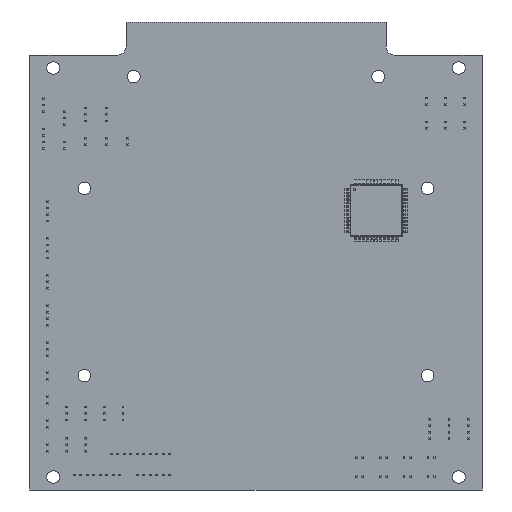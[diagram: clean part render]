
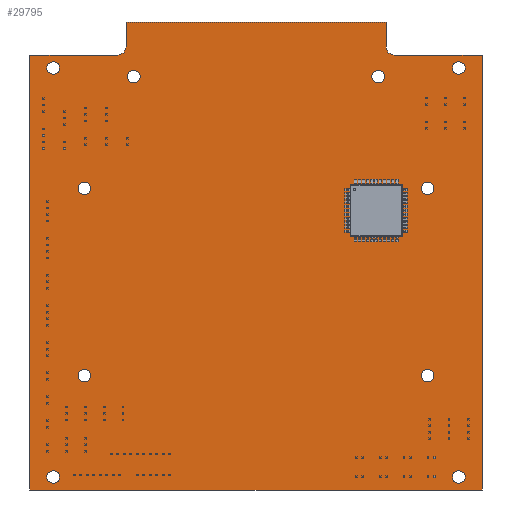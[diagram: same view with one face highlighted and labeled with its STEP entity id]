
A CAD part, front view. The second image highlights one B-rep face of the part: STEP entity #29795.
In plain terms, the highlighted planar face has unit normal (0, -1, 0).
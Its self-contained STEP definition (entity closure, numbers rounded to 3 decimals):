
#91=CIRCLE('',#31735,1.219);
#93=CIRCLE('',#31738,1.219);
#94=CIRCLE('',#31740,1.219);
#96=CIRCLE('',#31743,1.219);
#98=CIRCLE('',#31746,1.219);
#100=CIRCLE('',#31749,1.219);
#102=CIRCLE('',#31752,1.219);
#104=CIRCLE('',#31755,1.219);
#106=CIRCLE('',#31758,1.219);
#108=CIRCLE('',#31761,1.219);
#112=CIRCLE('',#31775,1.6);
#113=CIRCLE('',#31776,1.6);
#829=FACE_BOUND('',#3370,.T.);
#830=FACE_BOUND('',#3371,.T.);
#831=FACE_BOUND('',#3372,.T.);
#832=FACE_BOUND('',#3373,.T.);
#833=FACE_BOUND('',#3374,.T.);
#834=FACE_BOUND('',#3375,.T.);
#835=FACE_BOUND('',#3376,.T.);
#836=FACE_BOUND('',#3377,.T.);
#837=FACE_BOUND('',#3378,.T.);
#838=FACE_BOUND('',#3379,.T.);
#1598=FACE_OUTER_BOUND('',#3369,.T.);
#3369=EDGE_LOOP('',(#22548,#22549,#22550,#22551,#22552,#22553,#22554,#22555,
#22556,#22557));
#3370=EDGE_LOOP('',(#22558));
#3371=EDGE_LOOP('',(#22559));
#3372=EDGE_LOOP('',(#22560));
#3373=EDGE_LOOP('',(#22561));
#3374=EDGE_LOOP('',(#22562));
#3375=EDGE_LOOP('',(#22563));
#3376=EDGE_LOOP('',(#22564));
#3377=EDGE_LOOP('',(#22565));
#3378=EDGE_LOOP('',(#22566));
#3379=EDGE_LOOP('',(#22567));
#6033=LINE('',#44313,#10012);
#6037=LINE('',#44321,#10016);
#6042=LINE('',#44332,#10021);
#6044=LINE('',#44336,#10023);
#6047=LINE('',#44342,#10026);
#6052=LINE('',#44353,#10031);
#6054=LINE('',#44357,#10033);
#6057=LINE('',#44362,#10036);
#10012=VECTOR('',#36249,1000.);
#10016=VECTOR('',#36255,1000.);
#10021=VECTOR('',#36262,1000.);
#10023=VECTOR('',#36266,1000.);
#10026=VECTOR('',#36271,1000.);
#10031=VECTOR('',#36278,1000.);
#10033=VECTOR('',#36282,1000.);
#10036=VECTOR('',#36287,1000.);
#13334=VERTEX_POINT('',#44253);
#13336=VERTEX_POINT('',#44259);
#13337=VERTEX_POINT('',#44263);
#13339=VERTEX_POINT('',#44269);
#13341=VERTEX_POINT('',#44275);
#13343=VERTEX_POINT('',#44281);
#13345=VERTEX_POINT('',#44287);
#13347=VERTEX_POINT('',#44293);
#13349=VERTEX_POINT('',#44299);
#13351=VERTEX_POINT('',#44305);
#13353=VERTEX_POINT('',#44311);
#13354=VERTEX_POINT('',#44312);
#13357=VERTEX_POINT('',#44320);
#13361=VERTEX_POINT('',#44329);
#13362=VERTEX_POINT('',#44331);
#13363=VERTEX_POINT('',#44335);
#13365=VERTEX_POINT('',#44341);
#13369=VERTEX_POINT('',#44350);
#13370=VERTEX_POINT('',#44352);
#13371=VERTEX_POINT('',#44356);
#16624=EDGE_CURVE('',#13334,#13334,#91,.T.);
#16627=EDGE_CURVE('',#13336,#13336,#93,.T.);
#16628=EDGE_CURVE('',#13337,#13337,#94,.T.);
#16631=EDGE_CURVE('',#13339,#13339,#96,.T.);
#16634=EDGE_CURVE('',#13341,#13341,#98,.T.);
#16637=EDGE_CURVE('',#13343,#13343,#100,.T.);
#16640=EDGE_CURVE('',#13345,#13345,#102,.T.);
#16643=EDGE_CURVE('',#13347,#13347,#104,.T.);
#16646=EDGE_CURVE('',#13349,#13349,#106,.T.);
#16649=EDGE_CURVE('',#13351,#13351,#108,.T.);
#16652=EDGE_CURVE('',#13353,#13354,#6033,.T.);
#16656=EDGE_CURVE('',#13354,#13357,#6037,.T.);
#16661=EDGE_CURVE('',#13361,#13362,#6042,.T.);
#16663=EDGE_CURVE('',#13362,#13363,#6044,.T.);
#16666=EDGE_CURVE('',#13363,#13365,#6047,.T.);
#16671=EDGE_CURVE('',#13369,#13370,#6052,.T.);
#16673=EDGE_CURVE('',#13370,#13371,#6054,.T.);
#16676=EDGE_CURVE('',#13371,#13353,#6057,.T.);
#16680=EDGE_CURVE('',#13369,#13365,#112,.T.);
#16681=EDGE_CURVE('',#13361,#13357,#113,.T.);
#22548=ORIENTED_EDGE('',*,*,#16652,.F.);
#22549=ORIENTED_EDGE('',*,*,#16676,.F.);
#22550=ORIENTED_EDGE('',*,*,#16673,.F.);
#22551=ORIENTED_EDGE('',*,*,#16671,.F.);
#22552=ORIENTED_EDGE('',*,*,#16680,.T.);
#22553=ORIENTED_EDGE('',*,*,#16666,.F.);
#22554=ORIENTED_EDGE('',*,*,#16663,.F.);
#22555=ORIENTED_EDGE('',*,*,#16661,.F.);
#22556=ORIENTED_EDGE('',*,*,#16681,.T.);
#22557=ORIENTED_EDGE('',*,*,#16656,.F.);
#22558=ORIENTED_EDGE('',*,*,#16624,.F.);
#22559=ORIENTED_EDGE('',*,*,#16627,.F.);
#22560=ORIENTED_EDGE('',*,*,#16628,.T.);
#22561=ORIENTED_EDGE('',*,*,#16631,.T.);
#22562=ORIENTED_EDGE('',*,*,#16634,.T.);
#22563=ORIENTED_EDGE('',*,*,#16637,.T.);
#22564=ORIENTED_EDGE('',*,*,#16640,.T.);
#22565=ORIENTED_EDGE('',*,*,#16643,.T.);
#22566=ORIENTED_EDGE('',*,*,#16646,.T.);
#22567=ORIENTED_EDGE('',*,*,#16649,.T.);
#28139=PLANE('',#31774);
#29795=ADVANCED_FACE('',(#1598,#829,#830,#831,#832,#833,#834,#835,#836,
#837,#838),#28139,.F.);
#31735=AXIS2_PLACEMENT_3D('',#44255,#36182,#36183);
#31738=AXIS2_PLACEMENT_3D('',#44261,#36189,#36190);
#31740=AXIS2_PLACEMENT_3D('',#44264,#36193,#36194);
#31743=AXIS2_PLACEMENT_3D('',#44270,#36200,#36201);
#31746=AXIS2_PLACEMENT_3D('',#44276,#36207,#36208);
#31749=AXIS2_PLACEMENT_3D('',#44282,#36214,#36215);
#31752=AXIS2_PLACEMENT_3D('',#44288,#36221,#36222);
#31755=AXIS2_PLACEMENT_3D('',#44294,#36228,#36229);
#31758=AXIS2_PLACEMENT_3D('',#44300,#36235,#36236);
#31761=AXIS2_PLACEMENT_3D('',#44306,#36242,#36243);
#31774=AXIS2_PLACEMENT_3D('',#44367,#36295,#36296);
#31775=AXIS2_PLACEMENT_3D('',#44368,#36297,#36298);
#31776=AXIS2_PLACEMENT_3D('',#44369,#36299,#36300);
#36182=DIRECTION('center_axis',(0.,-1.,0.));
#36183=DIRECTION('ref_axis',(0.,0.,-1.));
#36189=DIRECTION('center_axis',(0.,-1.,0.));
#36190=DIRECTION('ref_axis',(0.,0.,-1.));
#36193=DIRECTION('center_axis',(0.,1.,0.));
#36194=DIRECTION('ref_axis',(0.,0.,1.));
#36200=DIRECTION('center_axis',(0.,1.,0.));
#36201=DIRECTION('ref_axis',(0.,0.,1.));
#36207=DIRECTION('center_axis',(0.,1.,0.));
#36208=DIRECTION('ref_axis',(0.,0.,1.));
#36214=DIRECTION('center_axis',(0.,1.,0.));
#36215=DIRECTION('ref_axis',(0.,0.,1.));
#36221=DIRECTION('center_axis',(0.,1.,0.));
#36222=DIRECTION('ref_axis',(0.,0.,1.));
#36228=DIRECTION('center_axis',(0.,1.,0.));
#36229=DIRECTION('ref_axis',(0.,0.,1.));
#36235=DIRECTION('center_axis',(0.,1.,0.));
#36236=DIRECTION('ref_axis',(0.,0.,1.));
#36242=DIRECTION('center_axis',(0.,1.,0.));
#36243=DIRECTION('ref_axis',(0.,0.,1.));
#36249=DIRECTION('',(0.,0.,1.));
#36255=DIRECTION('',(1.,0.,0.));
#36262=DIRECTION('',(0.,0.,1.));
#36266=DIRECTION('',(1.,0.,0.));
#36271=DIRECTION('',(0.,0.,-1.));
#36278=DIRECTION('',(1.,0.,0.));
#36282=DIRECTION('',(0.,0.,-1.));
#36287=DIRECTION('',(-1.,0.,0.));
#36295=DIRECTION('center_axis',(0.,1.,0.));
#36296=DIRECTION('ref_axis',(1.,0.,0.));
#36297=DIRECTION('center_axis',(0.,1.,0.));
#36298=DIRECTION('ref_axis',(0.,0.,1.));
#36299=DIRECTION('center_axis',(0.,1.,0.));
#36300=DIRECTION('ref_axis',(0.,0.,1.));
#44253=CARTESIAN_POINT('',(23.5,-0.794,35.719));
#44255=CARTESIAN_POINT('Origin',(23.5,-0.794,34.5));
#44259=CARTESIAN_POINT('',(-23.5,-0.794,35.719));
#44261=CARTESIAN_POINT('Origin',(-23.5,-0.794,34.5));
#44263=CARTESIAN_POINT('',(-39.,-0.794,-43.719));
#44264=CARTESIAN_POINT('Origin',(-39.,-0.794,-42.5));
#44269=CARTESIAN_POINT('',(39.,-0.794,-43.719));
#44270=CARTESIAN_POINT('Origin',(39.,-0.794,-42.5));
#44275=CARTESIAN_POINT('',(39.,-0.794,34.931));
#44276=CARTESIAN_POINT('Origin',(39.,-0.794,36.15));
#44281=CARTESIAN_POINT('',(-39.,-0.794,34.931));
#44282=CARTESIAN_POINT('Origin',(-39.,-0.794,36.15));
#44287=CARTESIAN_POINT('',(-33.,-0.794,-24.219));
#44288=CARTESIAN_POINT('Origin',(-33.,-0.794,-23.));
#44293=CARTESIAN_POINT('',(33.,-0.794,-24.219));
#44294=CARTESIAN_POINT('Origin',(33.,-0.794,-23.));
#44299=CARTESIAN_POINT('',(33.,-0.794,11.781));
#44300=CARTESIAN_POINT('Origin',(33.,-0.794,13.));
#44305=CARTESIAN_POINT('',(-33.,-0.794,11.781));
#44306=CARTESIAN_POINT('Origin',(-33.,-0.794,13.));
#44311=CARTESIAN_POINT('',(-43.5,-0.794,-45.));
#44312=CARTESIAN_POINT('',(-43.5,-0.794,38.65));
#44313=CARTESIAN_POINT('',(-43.5,-0.794,-45.));
#44320=CARTESIAN_POINT('',(-26.6,-0.794,38.65));
#44321=CARTESIAN_POINT('',(-43.5,-0.794,38.65));
#44329=CARTESIAN_POINT('',(-25.,-0.794,40.25));
#44331=CARTESIAN_POINT('',(-25.,-0.794,45.));
#44332=CARTESIAN_POINT('',(-25.,-0.794,38.65));
#44335=CARTESIAN_POINT('',(25.,-0.794,45.));
#44336=CARTESIAN_POINT('',(-25.,-0.794,45.));
#44341=CARTESIAN_POINT('',(25.,-0.794,40.25));
#44342=CARTESIAN_POINT('',(25.,-0.794,38.65));
#44350=CARTESIAN_POINT('',(26.6,-0.794,38.65));
#44352=CARTESIAN_POINT('',(43.5,-0.794,38.65));
#44353=CARTESIAN_POINT('',(43.5,-0.794,38.65));
#44356=CARTESIAN_POINT('',(43.5,-0.794,-45.));
#44357=CARTESIAN_POINT('',(43.5,-0.794,-45.));
#44362=CARTESIAN_POINT('',(-43.5,-0.794,-45.));
#44367=CARTESIAN_POINT('Origin',(0.,-0.794,0.));
#44368=CARTESIAN_POINT('Origin',(26.6,-0.794,40.25));
#44369=CARTESIAN_POINT('Origin',(-26.6,-0.794,40.25));
